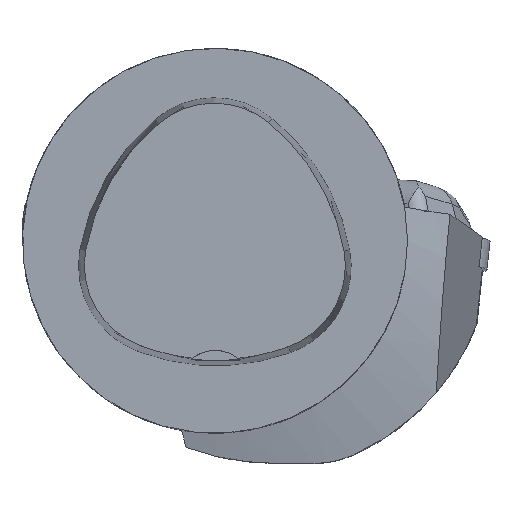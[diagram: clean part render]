
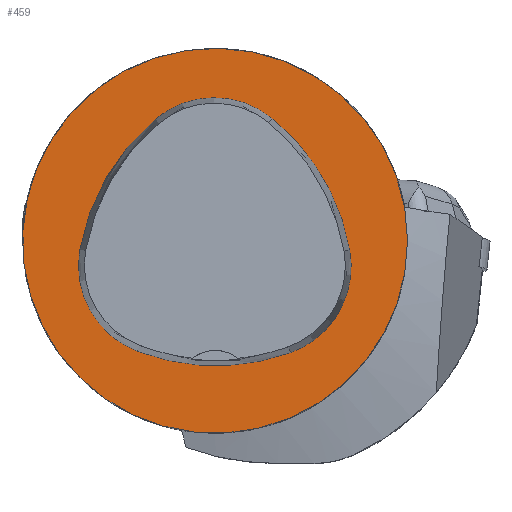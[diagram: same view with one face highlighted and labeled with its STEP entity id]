
A CAD part, top view. The second image highlights one B-rep face of the part: STEP entity #459.
In plain terms, the highlighted planar face has unit normal (0, 0, 1).
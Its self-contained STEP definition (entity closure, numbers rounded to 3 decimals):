
#459=ADVANCED_FACE('',(#582,#583),#526,.T.);
#526=PLANE('',#1631);
#582=FACE_BOUND('',#621,.T.);
#583=FACE_BOUND('',#622,.T.);
#621=EDGE_LOOP('',(#814,#815,#816,#817,#818,#819));
#622=EDGE_LOOP('',(#820));
#814=ORIENTED_EDGE('',*,*,#1325,.F.);
#815=ORIENTED_EDGE('',*,*,#1320,.F.);
#816=ORIENTED_EDGE('',*,*,#1315,.F.);
#817=ORIENTED_EDGE('',*,*,#1312,.F.);
#818=ORIENTED_EDGE('',*,*,#1309,.F.);
#819=ORIENTED_EDGE('',*,*,#1305,.F.);
#820=ORIENTED_EDGE('',*,*,#1290,.T.);
#1147=VERTEX_POINT('',#2415);
#1160=VERTEX_POINT('',#2465);
#1161=VERTEX_POINT('',#2466);
#1164=VERTEX_POINT('',#2474);
#1166=VERTEX_POINT('',#2480);
#1168=VERTEX_POINT('',#2486);
#1172=VERTEX_POINT('',#2499);
#1290=EDGE_CURVE('',#1147,#1147,#1447,.T.);
#1305=EDGE_CURVE('',#1160,#1161,#1448,.T.);
#1309=EDGE_CURVE('',#1161,#1164,#1450,.T.);
#1312=EDGE_CURVE('',#1164,#1166,#1452,.T.);
#1315=EDGE_CURVE('',#1166,#1168,#1454,.T.);
#1320=EDGE_CURVE('',#1168,#1172,#1457,.T.);
#1325=EDGE_CURVE('',#1172,#1160,#1460,.T.);
#1447=CIRCLE('',#1602,31.5);
#1448=CIRCLE('',#1609,36.);
#1450=CIRCLE('',#1612,15.);
#1452=CIRCLE('',#1615,36.);
#1454=CIRCLE('',#1618,15.);
#1457=CIRCLE('',#1622,36.);
#1460=CIRCLE('',#1626,15.);
#1602=AXIS2_PLACEMENT_3D('',#2414,#1833,#1834);
#1609=AXIS2_PLACEMENT_3D('',#2464,#1851,#1852);
#1612=AXIS2_PLACEMENT_3D('',#2473,#1859,#1860);
#1615=AXIS2_PLACEMENT_3D('',#2479,#1866,#1867);
#1618=AXIS2_PLACEMENT_3D('',#2485,#1873,#1874);
#1622=AXIS2_PLACEMENT_3D('',#2498,#1882,#1883);
#1626=AXIS2_PLACEMENT_3D('',#2511,#1891,#1892);
#1631=AXIS2_PLACEMENT_3D('',#2516,#1901,#1902);
#1833=DIRECTION('',(0.,0.,1.));
#1834=DIRECTION('',(1.,0.,0.));
#1851=DIRECTION('',(0.,0.,1.));
#1852=DIRECTION('',(1.,0.,0.));
#1859=DIRECTION('',(0.,0.,1.));
#1860=DIRECTION('',(1.,0.,0.));
#1866=DIRECTION('',(0.,0.,1.));
#1867=DIRECTION('',(1.,0.,0.));
#1873=DIRECTION('',(0.,0.,1.));
#1874=DIRECTION('',(1.,0.,0.));
#1882=DIRECTION('',(0.,0.,1.));
#1883=DIRECTION('',(1.,0.,0.));
#1891=DIRECTION('',(0.,0.,1.));
#1892=DIRECTION('',(1.,0.,0.));
#1901=DIRECTION('',(0.,0.,1.));
#1902=DIRECTION('',(-1.,0.,0.));
#2414=CARTESIAN_POINT('',(0.,0.,0.));
#2415=CARTESIAN_POINT('',(31.5,0.,0.));
#2464=CARTESIAN_POINT('',(-13.398,-7.893,0.));
#2465=CARTESIAN_POINT('',(22.041,-1.562,0.));
#2466=CARTESIAN_POINT('',(9.317,20.036,0.));
#2473=CARTESIAN_POINT('',(-0.148,8.399,0.));
#2474=CARTESIAN_POINT('',(-9.779,19.898,0.));
#2479=CARTESIAN_POINT('',(13.337,-7.7,0.));
#2480=CARTESIAN_POINT('',(-22.122,-1.48,0.));
#2485=CARTESIAN_POINT('',(-7.347,-4.071,0.));
#2486=CARTESIAN_POINT('',(-12.693,-18.087,0.));
#2498=CARTESIAN_POINT('',(0.137,15.55,0.));
#2499=CARTESIAN_POINT('',(12.373,-18.307,0.));
#2511=CARTESIAN_POINT('',(7.275,-4.2,0.));
#2516=CARTESIAN_POINT('',(0.,0.,0.));
